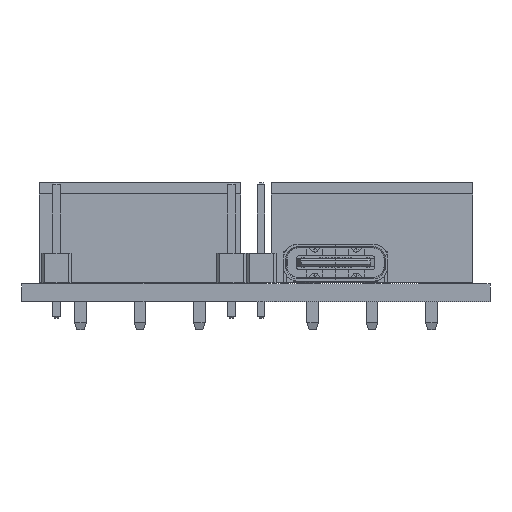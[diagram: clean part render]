
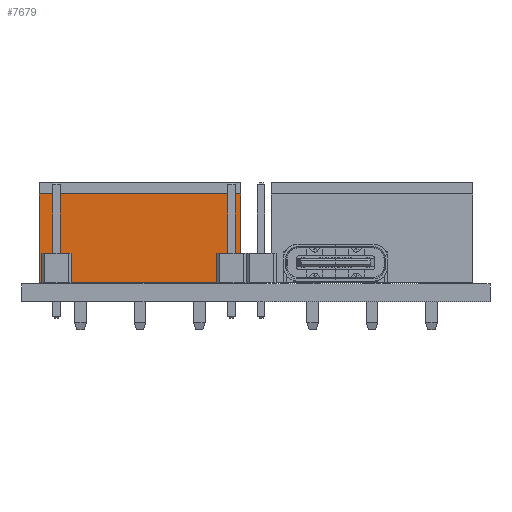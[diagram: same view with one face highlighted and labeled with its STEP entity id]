
A CAD part, left-side view. The second image highlights one B-rep face of the part: STEP entity #7679.
In plain terms, the highlighted face is planar.
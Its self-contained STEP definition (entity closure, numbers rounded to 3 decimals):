
#7679 = ADVANCED_FACE('',(#7680),#7714,.T.);
#7680 = FACE_BOUND('',#7681,.T.);
#7681 = EDGE_LOOP('',(#7682,#7692,#7700,#7708));
#7682 = ORIENTED_EDGE('',*,*,#7683,.T.);
#7683 = EDGE_CURVE('',#7684,#7686,#7688,.T.);
#7684 = VERTEX_POINT('',#7685);
#7685 = CARTESIAN_POINT('',(-3.54,2.,7.6));
#7686 = VERTEX_POINT('',#7687);
#7687 = CARTESIAN_POINT('',(13.7,2.,7.6));
#7688 = LINE('',#7689,#7690);
#7689 = CARTESIAN_POINT('',(-3.54,2.,7.6));
#7690 = VECTOR('',#7691,1.);
#7691 = DIRECTION('',(1.,0.,0.));
#7692 = ORIENTED_EDGE('',*,*,#7693,.T.);
#7693 = EDGE_CURVE('',#7686,#7694,#7696,.T.);
#7694 = VERTEX_POINT('',#7695);
#7695 = CARTESIAN_POINT('',(13.7,2.,0.));
#7696 = LINE('',#7697,#7698);
#7697 = CARTESIAN_POINT('',(13.7,2.,7.6));
#7698 = VECTOR('',#7699,1.);
#7699 = DIRECTION('',(0.,0.,-1.));
#7700 = ORIENTED_EDGE('',*,*,#7701,.F.);
#7701 = EDGE_CURVE('',#7702,#7694,#7704,.T.);
#7702 = VERTEX_POINT('',#7703);
#7703 = CARTESIAN_POINT('',(-3.54,2.,0.));
#7704 = LINE('',#7705,#7706);
#7705 = CARTESIAN_POINT('',(-3.54,2.,0.));
#7706 = VECTOR('',#7707,1.);
#7707 = DIRECTION('',(1.,0.,0.));
#7708 = ORIENTED_EDGE('',*,*,#7709,.F.);
#7709 = EDGE_CURVE('',#7684,#7702,#7710,.T.);
#7710 = LINE('',#7711,#7712);
#7711 = CARTESIAN_POINT('',(-3.54,2.,7.6));
#7712 = VECTOR('',#7713,1.);
#7713 = DIRECTION('',(0.,0.,-1.));
#7714 = PLANE('',#7715);
#7715 = AXIS2_PLACEMENT_3D('',#7716,#7717,#7718);
#7716 = CARTESIAN_POINT('',(-3.54,2.,7.6));
#7717 = DIRECTION('',(0.,1.,0.));
#7718 = DIRECTION('',(0.,0.,-1.));
